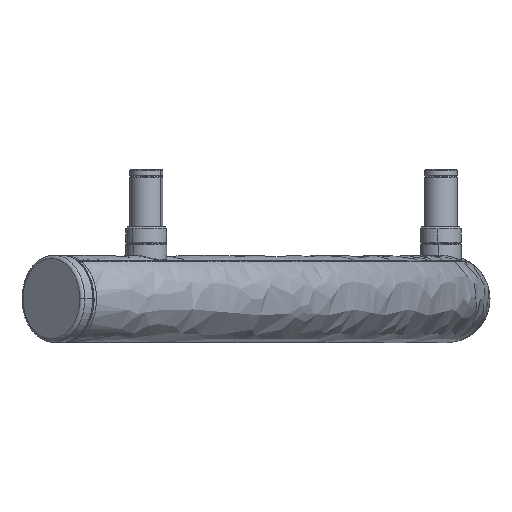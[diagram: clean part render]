
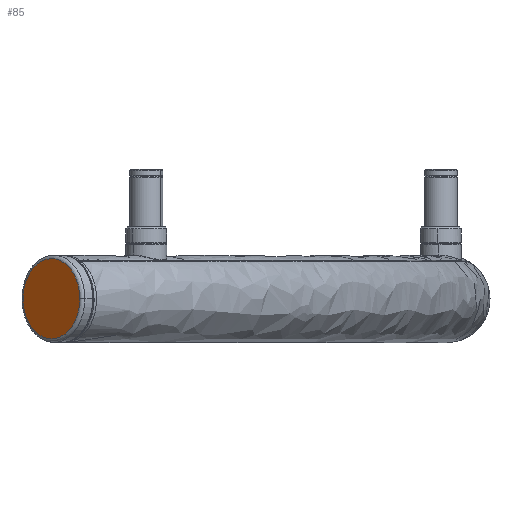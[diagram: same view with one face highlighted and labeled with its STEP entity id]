
A CAD part, left-side view. The second image highlights one B-rep face of the part: STEP entity #85.
In plain terms, the highlighted planar face has unit normal (-0.709, 0.706, 0).
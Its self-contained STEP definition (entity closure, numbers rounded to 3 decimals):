
#85=ADVANCED_FACE('',(#190),#1452,.T.);
#190=FACE_OUTER_BOUND('',#295,.T.);
#295=EDGE_LOOP('',(#414,#415));
#414=ORIENTED_EDGE('',*,*,#882,.T.);
#415=ORIENTED_EDGE('',*,*,#894,.T.);
#882=EDGE_CURVE('',#1308,#1315,#1117,.T.);
#894=EDGE_CURVE('',#1315,#1308,#1129,.T.);
#1117=(
BOUNDED_CURVE()
B_SPLINE_CURVE(3,(#1751,#1752,#1753,#1754,#1755,#1756,#1757,#1758,#1759,
#1760,#1761,#1762,#1763),.UNSPECIFIED.,.F.,.F.)
B_SPLINE_CURVE_WITH_KNOTS((4,3,3,3,4),(0.,18.064,36.127,
54.191,72.255),.UNSPECIFIED.)
CURVE()
GEOMETRIC_REPRESENTATION_ITEM()
RATIONAL_B_SPLINE_CURVE((1.,1.,1.,1.,1.,1.,
1.,1.,1.,1.,1.,1.,1.))
REPRESENTATION_ITEM('')
);
#1129=(
BOUNDED_CURVE()
B_SPLINE_CURVE(3,(#1814,#1815,#1816,#1817,#1818,#1819,#1820,#1821,#1822,
#1823,#1824,#1825,#1826),.UNSPECIFIED.,.F.,.F.)
B_SPLINE_CURVE_WITH_KNOTS((4,3,3,3,4),(72.255,90.319,
108.382,126.446,144.51),.UNSPECIFIED.)
CURVE()
GEOMETRIC_REPRESENTATION_ITEM()
RATIONAL_B_SPLINE_CURVE((1.,1.,1.,1.,1.,1.,1.,1.,1.,1.,1.,1.,1.))
REPRESENTATION_ITEM('')
);
#1308=VERTEX_POINT('',#1732);
#1315=VERTEX_POINT('',#1739);
#1452=PLANE('',#1568);
#1568=AXIS2_PLACEMENT_3D('',#1614,#1586,$);
#1586=DIRECTION('',(-0.709,0.706,0.));
#1614=CARTESIAN_POINT('',(-285.037,98.143,6.717));
#1732=CARTESIAN_POINT('',(-246.758,136.585,-24.533));
#1739=CARTESIAN_POINT('',(-279.225,103.98,-24.533));
#1751=CARTESIAN_POINT('',(-246.758,136.585,-24.533));
#1752=CARTESIAN_POINT('',(-246.735,136.607,-30.55));
#1753=CARTESIAN_POINT('',(-248.502,134.832,-36.557));
#1754=CARTESIAN_POINT('',(-251.505,131.817,-40.806));
#1755=CARTESIAN_POINT('',(-254.507,128.802,-45.055));
#1756=CARTESIAN_POINT('',(-258.745,124.546,-47.547));
#1757=CARTESIAN_POINT('',(-262.986,120.288,-47.547));
#1758=CARTESIAN_POINT('',(-267.227,116.029,-47.548));
#1759=CARTESIAN_POINT('',(-271.471,111.767,-45.057));
#1760=CARTESIAN_POINT('',(-274.47,108.755,-40.807));
#1761=CARTESIAN_POINT('',(-277.47,105.742,-36.556));
#1762=CARTESIAN_POINT('',(-279.225,103.98,-30.545));
#1763=CARTESIAN_POINT('',(-279.225,103.98,-24.533));
#1814=CARTESIAN_POINT('',(-279.225,103.98,-24.533));
#1815=CARTESIAN_POINT('',(-279.225,103.98,-18.522));
#1816=CARTESIAN_POINT('',(-277.47,105.742,-12.511));
#1817=CARTESIAN_POINT('',(-274.47,108.755,-8.26));
#1818=CARTESIAN_POINT('',(-271.471,111.767,-4.009));
#1819=CARTESIAN_POINT('',(-267.227,116.029,-1.519));
#1820=CARTESIAN_POINT('',(-262.986,120.288,-1.519));
#1821=CARTESIAN_POINT('',(-258.745,124.546,-1.52));
#1822=CARTESIAN_POINT('',(-254.507,128.802,-4.011));
#1823=CARTESIAN_POINT('',(-251.505,131.817,-8.261));
#1824=CARTESIAN_POINT('',(-248.502,134.832,-12.51));
#1825=CARTESIAN_POINT('',(-246.735,136.607,-18.517));
#1826=CARTESIAN_POINT('',(-246.758,136.585,-24.533));
